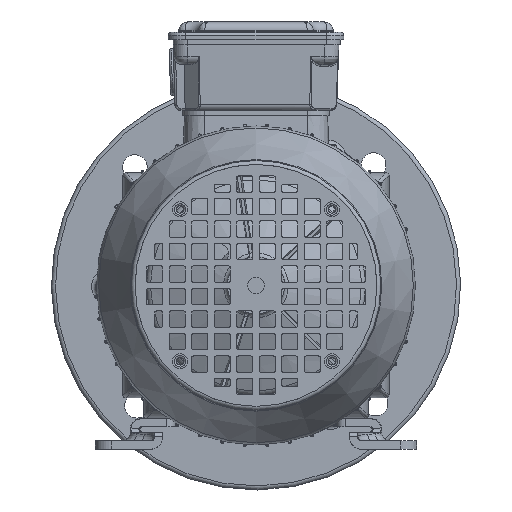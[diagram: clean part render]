
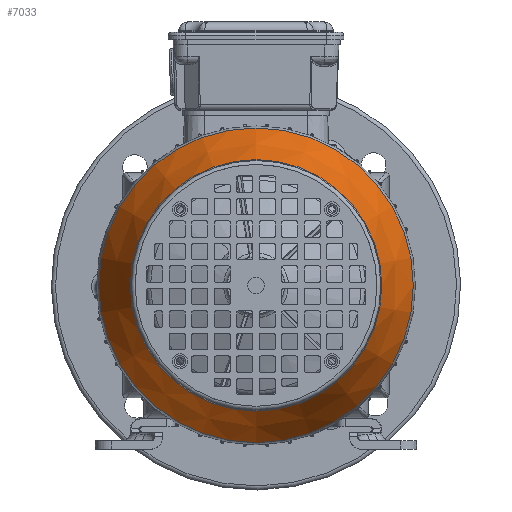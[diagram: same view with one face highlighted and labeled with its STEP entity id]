
A CAD part, left-side view. The second image highlights one B-rep face of the part: STEP entity #7033.
In plain terms, the highlighted conical face has half-angle 25 degrees and reference radius 77.91 mm.
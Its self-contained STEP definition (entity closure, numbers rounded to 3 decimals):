
#7033 = ADVANCED_FACE( '', ( #15703, #15704 ), #15705, .T. );
#15703 = FACE_OUTER_BOUND( '', #54693, .T. );
#15704 = FACE_BOUND( '', #54694, .T. );
#15705 = CONICAL_SURFACE( '', #54695, 77.91, 0.436 );
#54693 = EDGE_LOOP( '', ( #95339 ) );
#54694 = EDGE_LOOP( '', ( #95340 ) );
#54695 = AXIS2_PLACEMENT_3D( '', #95341, #95342, #95343 );
#95339 = ORIENTED_EDGE( '', *, *, #114561, .T. );
#95340 = ORIENTED_EDGE( '', *, *, #114562, .T. );
#95341 = CARTESIAN_POINT( '', ( -29.537, 0., 0. ) );
#95342 = DIRECTION( '', ( 1., 0., 0. ) );
#95343 = DIRECTION( '', ( 0., 0., 1. ) );
#114561 = EDGE_CURVE( '', #130614, #130614, #130615, .T. );
#114562 = EDGE_CURVE( '', #130616, #130616, #130617, .T. );
#130614 = VERTEX_POINT( '', #186848 );
#130615 = CIRCLE( '', #186849, 76.889 );
#130616 = VERTEX_POINT( '', #186850 );
#130617 = CIRCLE( '', #186851, 61.468 );
#186848 = CARTESIAN_POINT( '', ( -31.727, 0., -76.889 ) );
#186849 = AXIS2_PLACEMENT_3D( '', #206599, #206600, #206601 );
#186850 = CARTESIAN_POINT( '', ( -64.796, 0., 61.468 ) );
#186851 = AXIS2_PLACEMENT_3D( '', #206602, #206603, #206604 );
#206599 = CARTESIAN_POINT( '', ( -31.727, 0., 0. ) );
#206600 = DIRECTION( '', ( -1., 0., 0. ) );
#206601 = DIRECTION( '', ( 0., 0., -1. ) );
#206602 = CARTESIAN_POINT( '', ( -64.796, 0., 0. ) );
#206603 = DIRECTION( '', ( 1., 0., 0. ) );
#206604 = DIRECTION( '', ( 0., 0., 1. ) );
